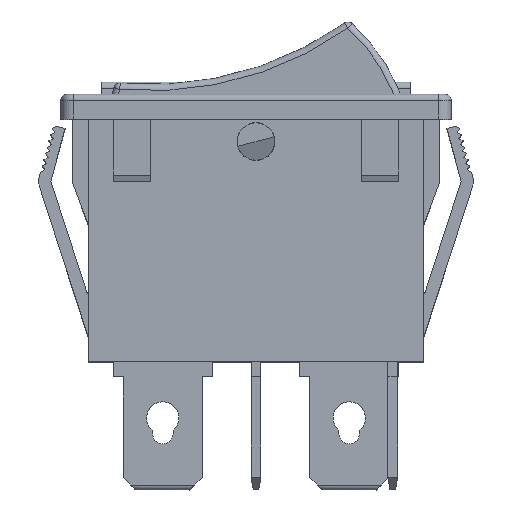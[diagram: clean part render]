
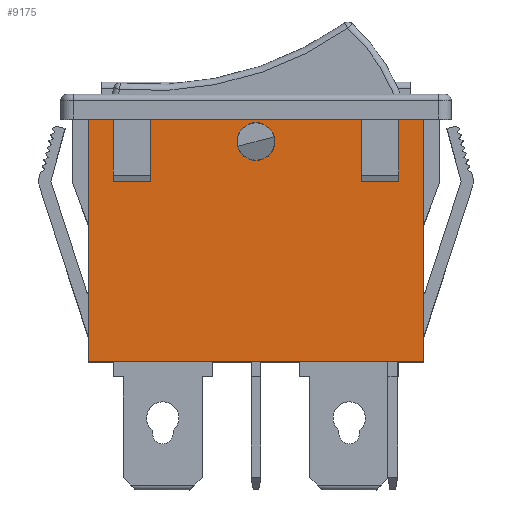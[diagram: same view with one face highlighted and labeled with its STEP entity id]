
A CAD part, top view. The second image highlights one B-rep face of the part: STEP entity #9175.
In plain terms, the highlighted planar face has unit normal (0, 0, 1).
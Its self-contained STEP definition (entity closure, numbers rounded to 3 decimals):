
#48 = EDGE_LOOP ( 'NONE', ( #4527 ) ) ;
#448 = DIRECTION ( 'NONE',  ( -1., 0., 0. ) ) ;
#618 = ORIENTED_EDGE ( 'NONE', *, *, #7955, .F. ) ;
#664 = CIRCLE ( 'NONE', #5760, 1.525 ) ;
#677 = CARTESIAN_POINT ( 'NONE',  ( 0., 0., 13.2 ) ) ;
#728 = LINE ( 'NONE', #8533, #10057 ) ;
#735 = DIRECTION ( 'NONE',  ( 0., -1., 0. ) ) ;
#983 = VERTEX_POINT ( 'NONE', #9118 ) ;
#1103 = CARTESIAN_POINT ( 'NONE',  ( 8.5, -3.2, 13.2 ) ) ;
#1155 = DIRECTION ( 'NONE',  ( 0., 1., 0. ) ) ;
#1221 = CARTESIAN_POINT ( 'NONE',  ( -13.5, -17.7, 13.2 ) ) ;
#1290 = EDGE_CURVE ( 'NONE', #12049, #4523, #11807, .T. ) ;
#1525 = CARTESIAN_POINT ( 'NONE',  ( -8.5, 1.8, 13.2 ) ) ;
#1558 = PLANE ( 'NONE',  #9064 ) ;
#1594 = ORIENTED_EDGE ( 'NONE', *, *, #3156, .T. ) ;
#1694 = ORIENTED_EDGE ( 'NONE', *, *, #9635, .F. ) ;
#1747 = CARTESIAN_POINT ( 'NONE',  ( 11.5, -3.2, 13.2 ) ) ;
#1788 = LINE ( 'NONE', #8553, #4458 ) ;
#1829 = CARTESIAN_POINT ( 'NONE',  ( -13.5, 1.8, 13.2 ) ) ;
#2055 = EDGE_CURVE ( 'NONE', #2918, #8505, #2632, .T. ) ;
#2202 = ORIENTED_EDGE ( 'NONE', *, *, #5602, .T. ) ;
#2316 = LINE ( 'NONE', #7574, #2759 ) ;
#2383 = CARTESIAN_POINT ( 'NONE',  ( 17.5, -3.2, 13.2 ) ) ;
#2428 = DIRECTION ( 'NONE',  ( 0., -1., 0. ) ) ;
#2536 = EDGE_CURVE ( 'NONE', #13121, #7713, #9108, .T. ) ;
#2632 = LINE ( 'NONE', #2383, #5973 ) ;
#2759 = VECTOR ( 'NONE', #2428, 1000. ) ;
#2791 = VERTEX_POINT ( 'NONE', #3670 ) ;
#2826 = ORIENTED_EDGE ( 'NONE', *, *, #9732, .F. ) ;
#2918 = VERTEX_POINT ( 'NONE', #1747 ) ;
#3156 = EDGE_CURVE ( 'NONE', #2791, #12049, #728, .T. ) ;
#3281 = VECTOR ( 'NONE', #3748, 1000. ) ;
#3549 = LINE ( 'NONE', #1525, #8304 ) ;
#3670 = CARTESIAN_POINT ( 'NONE',  ( -11.5, 1.8, 13.2 ) ) ;
#3748 = DIRECTION ( 'NONE',  ( 1., 0., 0. ) ) ;
#3768 = VERTEX_POINT ( 'NONE', #12541 ) ;
#3782 = VERTEX_POINT ( 'NONE', #13101 ) ;
#4398 = DIRECTION ( 'NONE',  ( 0., -1., 0. ) ) ;
#4458 = VECTOR ( 'NONE', #8641, 1000. ) ;
#4523 = VERTEX_POINT ( 'NONE', #1221 ) ;
#4524 = CARTESIAN_POINT ( 'NONE',  ( 13.5, 1.8, 13.2 ) ) ;
#4527 = ORIENTED_EDGE ( 'NONE', *, *, #5682, .F. ) ;
#4796 = ORIENTED_EDGE ( 'NONE', *, *, #1290, .T. ) ;
#5155 = ORIENTED_EDGE ( 'NONE', *, *, #8180, .T. ) ;
#5365 = CARTESIAN_POINT ( 'NONE',  ( -17.5, -3.2, 13.2 ) ) ;
#5602 = EDGE_CURVE ( 'NONE', #13121, #6271, #8719, .T. ) ;
#5639 = DIRECTION ( 'NONE',  ( 1., 0., 0. ) ) ;
#5682 = EDGE_CURVE ( 'NONE', #3768, #3768, #664, .T. ) ;
#5760 = AXIS2_PLACEMENT_3D ( 'NONE', #8166, #11186, #11241 ) ;
#5844 = EDGE_CURVE ( 'NONE', #983, #8505, #2316, .T. ) ;
#5973 = VECTOR ( 'NONE', #8385, 1000. ) ;
#6018 = DIRECTION ( 'NONE',  ( 0., -1., 0. ) ) ;
#6271 = VERTEX_POINT ( 'NONE', #13122 ) ;
#6460 = LINE ( 'NONE', #7282, #12954 ) ;
#6618 = DIRECTION ( 'NONE',  ( 0., 1., 0. ) ) ;
#6818 = DIRECTION ( 'NONE',  ( -1., 0., 0. ) ) ;
#6862 = CARTESIAN_POINT ( 'NONE',  ( 13.5, -17.7, 13.2 ) ) ;
#7080 = VECTOR ( 'NONE', #5639, 1000. ) ;
#7282 = CARTESIAN_POINT ( 'NONE',  ( 11.5, 1.8, 13.2 ) ) ;
#7574 = CARTESIAN_POINT ( 'NONE',  ( 8.5, 1.8, 13.2 ) ) ;
#7713 = VERTEX_POINT ( 'NONE', #6862 ) ;
#7754 = ORIENTED_EDGE ( 'NONE', *, *, #11224, .T. ) ;
#7780 = DIRECTION ( 'NONE',  ( 1., 0., 0. ) ) ;
#7931 = CARTESIAN_POINT ( 'NONE',  ( -8.5, 1.8, 13.2 ) ) ;
#7955 = EDGE_CURVE ( 'NONE', #2918, #6271, #6460, .T. ) ;
#8080 = ORIENTED_EDGE ( 'NONE', *, *, #2055, .T. ) ;
#8135 = EDGE_CURVE ( 'NONE', #3782, #9386, #9285, .T. ) ;
#8166 = CARTESIAN_POINT ( 'NONE',  ( 0., 0., 13.2 ) ) ;
#8180 = EDGE_CURVE ( 'NONE', #4523, #7713, #9927, .T. ) ;
#8304 = VECTOR ( 'NONE', #6618, 1000. ) ;
#8385 = DIRECTION ( 'NONE',  ( -1., 0., 0. ) ) ;
#8505 = VERTEX_POINT ( 'NONE', #1103 ) ;
#8533 = CARTESIAN_POINT ( 'NONE',  ( 0., 1.8, 13.2 ) ) ;
#8553 = CARTESIAN_POINT ( 'NONE',  ( 0., 1.8, 13.2 ) ) ;
#8641 = DIRECTION ( 'NONE',  ( -1., 0., 0. ) ) ;
#8668 = DIRECTION ( 'NONE',  ( 0., 0., 1. ) ) ;
#8719 = LINE ( 'NONE', #11868, #12530 ) ;
#8791 = VERTEX_POINT ( 'NONE', #7931 ) ;
#8818 = CARTESIAN_POINT ( 'NONE',  ( -11.5, 1.8, 13.2 ) ) ;
#8820 = EDGE_LOOP ( 'NONE', ( #2826, #1594, #4796, #5155, #10393, #2202, #618, #8080, #10320, #7754, #1694, #9439 ) ) ;
#8890 = CARTESIAN_POINT ( 'NONE',  ( -8.5, -3.2, 13.2 ) ) ;
#8938 = VECTOR ( 'NONE', #735, 1000. ) ;
#9064 = AXIS2_PLACEMENT_3D ( 'NONE', #677, #8668, #7780 ) ;
#9108 = LINE ( 'NONE', #12042, #12287 ) ;
#9118 = CARTESIAN_POINT ( 'NONE',  ( 8.5, 1.8, 13.2 ) ) ;
#9175 = ADVANCED_FACE ( 'NONE', ( #9411, #9572 ), #1558, .T. ) ;
#9285 = LINE ( 'NONE', #5365, #7080 ) ;
#9386 = VERTEX_POINT ( 'NONE', #8890 ) ;
#9411 = FACE_BOUND ( 'NONE', #48, .T. ) ;
#9439 = ORIENTED_EDGE ( 'NONE', *, *, #8135, .F. ) ;
#9572 = FACE_OUTER_BOUND ( 'NONE', #8820, .T. ) ;
#9619 = CARTESIAN_POINT ( 'NONE',  ( -13.5, 3.8, 13.2 ) ) ;
#9635 = EDGE_CURVE ( 'NONE', #9386, #8791, #3549, .T. ) ;
#9732 = EDGE_CURVE ( 'NONE', #2791, #3782, #12584, .T. ) ;
#9927 = LINE ( 'NONE', #11910, #3281 ) ;
#10057 = VECTOR ( 'NONE', #448, 1000. ) ;
#10320 = ORIENTED_EDGE ( 'NONE', *, *, #5844, .F. ) ;
#10393 = ORIENTED_EDGE ( 'NONE', *, *, #2536, .F. ) ;
#10682 = VECTOR ( 'NONE', #4398, 1000. ) ;
#11186 = DIRECTION ( 'NONE',  ( 0., 0., 1. ) ) ;
#11224 = EDGE_CURVE ( 'NONE', #983, #8791, #1788, .T. ) ;
#11241 = DIRECTION ( 'NONE',  ( 1., 0., 0. ) ) ;
#11807 = LINE ( 'NONE', #9619, #10682 ) ;
#11868 = CARTESIAN_POINT ( 'NONE',  ( 0., 1.8, 13.2 ) ) ;
#11910 = CARTESIAN_POINT ( 'NONE',  ( -13.5, -17.7, 13.2 ) ) ;
#12042 = CARTESIAN_POINT ( 'NONE',  ( 13.5, 3.8, 13.2 ) ) ;
#12049 = VERTEX_POINT ( 'NONE', #1829 ) ;
#12287 = VECTOR ( 'NONE', #6018, 1000. ) ;
#12530 = VECTOR ( 'NONE', #6818, 1000. ) ;
#12541 = CARTESIAN_POINT ( 'NONE',  ( 1.525, 0., 13.2 ) ) ;
#12584 = LINE ( 'NONE', #8818, #8938 ) ;
#12954 = VECTOR ( 'NONE', #1155, 1000. ) ;
#13101 = CARTESIAN_POINT ( 'NONE',  ( -11.5, -3.2, 13.2 ) ) ;
#13121 = VERTEX_POINT ( 'NONE', #4524 ) ;
#13122 = CARTESIAN_POINT ( 'NONE',  ( 11.5, 1.8, 13.2 ) ) ;
